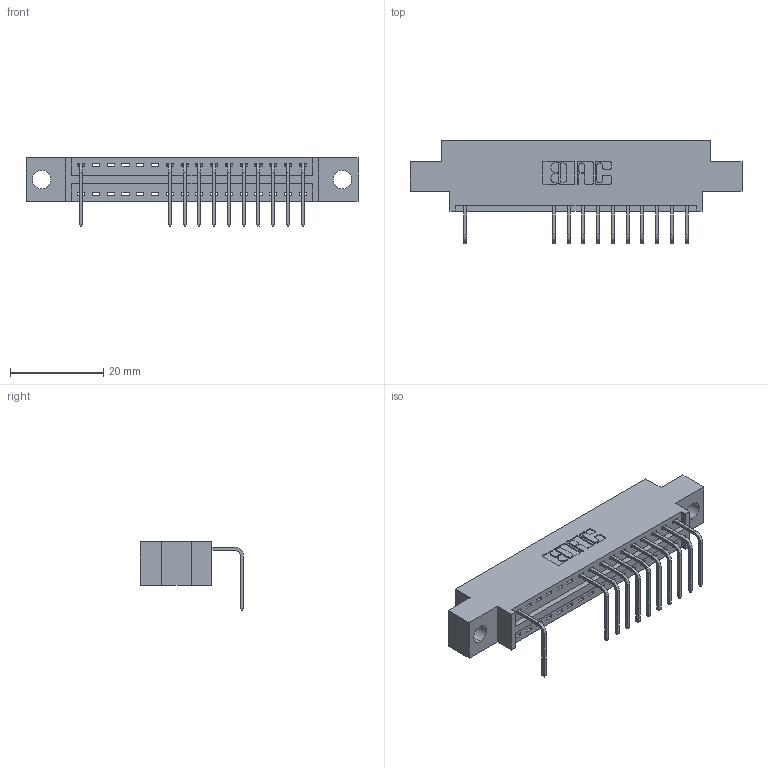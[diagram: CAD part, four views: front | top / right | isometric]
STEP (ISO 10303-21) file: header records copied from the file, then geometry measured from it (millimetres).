
FILE_DESCRIPTION (( 'STEP AP203' ), '1' );
FILE_NAME ('346-016-558-604.STEP', '2018-08-20T05:10:10', ( '' ), ( '' ), 'SwSTEP 2.0', 'SolidWorks 2016', '' );
FILE_SCHEMA (( 'CONFIG_CONTROL_DESIGN' ));
Length unit declared in the file: inch
Products named in the file (3): 346 Part_0.170 Offset - 0.156 Dia-TH; 345-292-001_558 Tail - 2; 346-016-558-604
Assembly tree (12 placements, depth 2):
  346-016-558-604
    346 Part_0.170 Offset - 0.156 Dia-TH
    345-292-001_558 Tail - 2  x11
Bounding box: 71.37 x 22.16 x 14.73 mm (x, y, z)
Volume: 6389.9 mm3; surface area: 7582.3 mm2
Topology: 12 solids, 12 shells, 846 faces, 2553 edges, 1686 vertices
Faces by surface type: plane 592, cylinder 254
Entity records: 13489 total; most frequent: CARTESIAN_POINT 2351, ORIENTED_EDGE 2306, DIRECTION 2099, EDGE_CURVE 1153, VECTOR 957, LINE 957, VERTEX_POINT 766, AXIS2_PLACEMENT_3D 571
